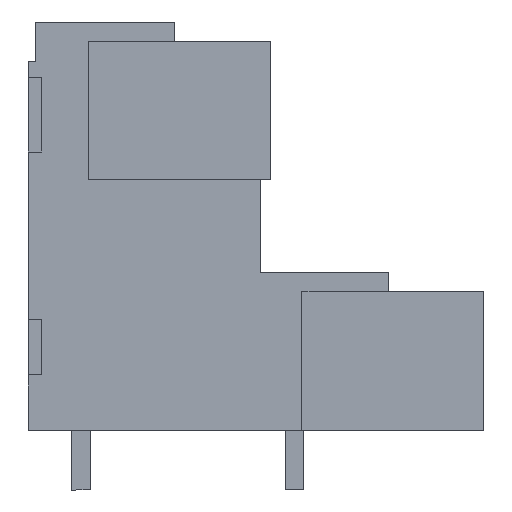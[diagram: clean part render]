
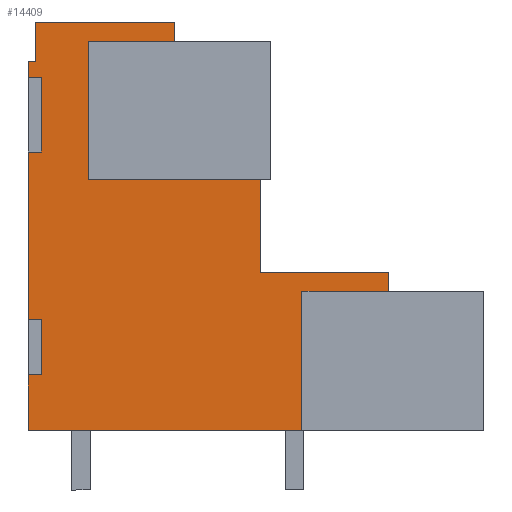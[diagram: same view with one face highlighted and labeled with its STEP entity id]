
A CAD part, left-side view. The second image highlights one B-rep face of the part: STEP entity #14409.
In plain terms, the highlighted planar face has unit normal (-1, 0, 0).
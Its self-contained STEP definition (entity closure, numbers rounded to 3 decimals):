
#14328=AXIS2_PLACEMENT_3D('Plane Axis2P3D',#14325,#14326,#14327) ;
#303=CARTESIAN_POINT('Vertex',(0.7,24.55,23.09)) ;
#651=CARTESIAN_POINT('Vertex',(0.7,24.55,9.2)) ;
#654=CARTESIAN_POINT('Line Origine',(0.7,24.55,13.7)) ;
#658=CARTESIAN_POINT('Vertex',(0.7,24.55,18.2)) ;
#679=CARTESIAN_POINT('Vertex',(0.7,24.55,22.2)) ;
#682=CARTESIAN_POINT('Line Origine',(0.7,24.55,22.645)) ;
#960=CARTESIAN_POINT('Line Origine',(0.7,24.35,23.09)) ;
#964=CARTESIAN_POINT('Vertex',(0.7,24.15,23.09)) ;
#1169=CARTESIAN_POINT('Vertex',(0.7,16.65,25.2)) ;
#1337=CARTESIAN_POINT('Vertex',(0.7,24.15,25.2)) ;
#1340=CARTESIAN_POINT('Line Origine',(0.7,20.4,25.2)) ;
#1385=CARTESIAN_POINT('Vertex',(0.7,16.65,24.175)) ;
#1388=CARTESIAN_POINT('Line Origine',(0.7,16.65,24.687)) ;
#1454=CARTESIAN_POINT('Line Origine',(0.7,18.975,24.175)) ;
#1458=CARTESIAN_POINT('Vertex',(0.7,21.3,24.175)) ;
#1681=CARTESIAN_POINT('Vertex',(0.7,12.05,16.725)) ;
#1709=CARTESIAN_POINT('Vertex',(0.7,21.3,16.725)) ;
#1712=CARTESIAN_POINT('Line Origine',(0.7,16.675,16.725)) ;
#1737=CARTESIAN_POINT('Vertex',(0.7,12.05,11.7)) ;
#1740=CARTESIAN_POINT('Line Origine',(0.7,12.05,14.212)) ;
#1761=CARTESIAN_POINT('Vertex',(0.7,5.15,11.7)) ;
#1764=CARTESIAN_POINT('Line Origine',(0.7,8.6,11.7)) ;
#1785=CARTESIAN_POINT('Vertex',(0.7,5.15,10.7)) ;
#1788=CARTESIAN_POINT('Line Origine',(0.7,5.15,11.2)) ;
#1854=CARTESIAN_POINT('Line Origine',(0.7,7.475,10.7)) ;
#1858=CARTESIAN_POINT('Vertex',(0.7,9.8,10.7)) ;
#2151=CARTESIAN_POINT('Vertex',(0.7,9.8,3.2)) ;
#2154=CARTESIAN_POINT('Line Origine',(0.7,17.175,3.2)) ;
#2158=CARTESIAN_POINT('Vertex',(0.7,24.55,3.2)) ;
#14313=CARTESIAN_POINT('Line Origine',(0.7,21.3,20.45)) ;
#14325=CARTESIAN_POINT('Axis2P3D Location',(0.7,24.15,3.2)) ;
#14330=CARTESIAN_POINT('Line Origine',(0.7,24.2,9.2)) ;
#14334=CARTESIAN_POINT('Vertex',(0.7,23.85,9.2)) ;
#14337=CARTESIAN_POINT('Line Origine',(0.7,23.85,7.7)) ;
#14341=CARTESIAN_POINT('Vertex',(0.7,23.85,6.2)) ;
#14344=CARTESIAN_POINT('Line Origine',(0.7,24.2,6.2)) ;
#14348=CARTESIAN_POINT('Vertex',(0.7,24.55,6.2)) ;
#14351=CARTESIAN_POINT('Line Origine',(0.7,24.55,4.7)) ;
#14356=CARTESIAN_POINT('Line Origine',(0.7,9.8,6.95)) ;
#14361=CARTESIAN_POINT('Line Origine',(0.7,24.15,24.145)) ;
#14366=CARTESIAN_POINT('Line Origine',(0.7,24.2,22.2)) ;
#14370=CARTESIAN_POINT('Vertex',(0.7,23.85,22.2)) ;
#14373=CARTESIAN_POINT('Line Origine',(0.7,23.85,20.2)) ;
#14377=CARTESIAN_POINT('Vertex',(0.7,23.85,18.2)) ;
#14380=CARTESIAN_POINT('Line Origine',(0.7,24.2,18.2)) ;
#655=DIRECTION('Vector Direction',(0.,0.,-1.)) ;
#683=DIRECTION('Vector Direction',(0.,0.,-1.)) ;
#961=DIRECTION('Vector Direction',(0.,-1.,0.)) ;
#1341=DIRECTION('Vector Direction',(0.,-1.,0.)) ;
#1389=DIRECTION('Vector Direction',(0.,0.,1.)) ;
#1455=DIRECTION('Vector Direction',(0.,1.,0.)) ;
#1713=DIRECTION('Vector Direction',(0.,1.,0.)) ;
#1741=DIRECTION('Vector Direction',(0.,0.,1.)) ;
#1765=DIRECTION('Vector Direction',(0.,1.,0.)) ;
#1789=DIRECTION('Vector Direction',(0.,0.,1.)) ;
#1855=DIRECTION('Vector Direction',(0.,1.,0.)) ;
#2155=DIRECTION('Vector Direction',(0.,-1.,0.)) ;
#14314=DIRECTION('Vector Direction',(0.,0.,-1.)) ;
#14326=DIRECTION('Axis2P3D Direction',(-1.,0.,0.)) ;
#14327=DIRECTION('Axis2P3D XDirection',(0.,1.,0.)) ;
#14331=DIRECTION('Vector Direction',(0.,-1.,0.)) ;
#14338=DIRECTION('Vector Direction',(0.,0.,1.)) ;
#14345=DIRECTION('Vector Direction',(0.,-1.,0.)) ;
#14352=DIRECTION('Vector Direction',(0.,0.,-1.)) ;
#14357=DIRECTION('Vector Direction',(0.,0.,-1.)) ;
#14362=DIRECTION('Vector Direction',(0.,0.,1.)) ;
#14367=DIRECTION('Vector Direction',(0.,-1.,0.)) ;
#14374=DIRECTION('Vector Direction',(0.,0.,1.)) ;
#14381=DIRECTION('Vector Direction',(0.,-1.,0.)) ;
#656=VECTOR('Line Direction',#655,1.) ;
#684=VECTOR('Line Direction',#683,1.) ;
#962=VECTOR('Line Direction',#961,1.) ;
#1342=VECTOR('Line Direction',#1341,1.) ;
#1390=VECTOR('Line Direction',#1389,1.) ;
#1456=VECTOR('Line Direction',#1455,1.) ;
#1714=VECTOR('Line Direction',#1713,1.) ;
#1742=VECTOR('Line Direction',#1741,1.) ;
#1766=VECTOR('Line Direction',#1765,1.) ;
#1790=VECTOR('Line Direction',#1789,1.) ;
#1856=VECTOR('Line Direction',#1855,1.) ;
#2156=VECTOR('Line Direction',#2155,1.) ;
#14315=VECTOR('Line Direction',#14314,1.) ;
#14332=VECTOR('Line Direction',#14331,1.) ;
#14339=VECTOR('Line Direction',#14338,1.) ;
#14346=VECTOR('Line Direction',#14345,1.) ;
#14353=VECTOR('Line Direction',#14352,1.) ;
#14358=VECTOR('Line Direction',#14357,1.) ;
#14363=VECTOR('Line Direction',#14362,1.) ;
#14368=VECTOR('Line Direction',#14367,1.) ;
#14375=VECTOR('Line Direction',#14374,1.) ;
#14382=VECTOR('Line Direction',#14381,1.) ;
#14386=ORIENTED_EDGE('',*,*,#660,.T.) ;
#14387=ORIENTED_EDGE('',*,*,#14336,.T.) ;
#14388=ORIENTED_EDGE('',*,*,#14343,.F.) ;
#14389=ORIENTED_EDGE('',*,*,#14350,.F.) ;
#14390=ORIENTED_EDGE('',*,*,#14355,.T.) ;
#14391=ORIENTED_EDGE('',*,*,#2160,.T.) ;
#14392=ORIENTED_EDGE('',*,*,#14360,.F.) ;
#14393=ORIENTED_EDGE('',*,*,#1860,.F.) ;
#14394=ORIENTED_EDGE('',*,*,#1792,.T.) ;
#14395=ORIENTED_EDGE('',*,*,#1768,.T.) ;
#14396=ORIENTED_EDGE('',*,*,#1744,.T.) ;
#14397=ORIENTED_EDGE('',*,*,#1716,.T.) ;
#14398=ORIENTED_EDGE('',*,*,#14317,.F.) ;
#14399=ORIENTED_EDGE('',*,*,#1460,.F.) ;
#14400=ORIENTED_EDGE('',*,*,#1392,.T.) ;
#14401=ORIENTED_EDGE('',*,*,#1344,.F.) ;
#14402=ORIENTED_EDGE('',*,*,#14365,.F.) ;
#14403=ORIENTED_EDGE('',*,*,#966,.F.) ;
#14404=ORIENTED_EDGE('',*,*,#686,.T.) ;
#14405=ORIENTED_EDGE('',*,*,#14372,.T.) ;
#14406=ORIENTED_EDGE('',*,*,#14379,.F.) ;
#14407=ORIENTED_EDGE('',*,*,#14384,.F.) ;
#14409=ADVANCED_FACE('HOUSING',(#14408),#14329,.T.) ;
#660=EDGE_CURVE('',#659,#652,#657,.T.) ;
#686=EDGE_CURVE('',#304,#680,#685,.T.) ;
#966=EDGE_CURVE('',#304,#965,#963,.T.) ;
#1344=EDGE_CURVE('',#1338,#1170,#1343,.T.) ;
#1392=EDGE_CURVE('',#1386,#1170,#1391,.T.) ;
#1460=EDGE_CURVE('',#1386,#1459,#1457,.T.) ;
#1716=EDGE_CURVE('',#1682,#1710,#1715,.T.) ;
#1744=EDGE_CURVE('',#1738,#1682,#1743,.T.) ;
#1768=EDGE_CURVE('',#1762,#1738,#1767,.T.) ;
#1792=EDGE_CURVE('',#1786,#1762,#1791,.T.) ;
#1860=EDGE_CURVE('',#1786,#1859,#1857,.T.) ;
#2160=EDGE_CURVE('',#2159,#2152,#2157,.T.) ;
#14317=EDGE_CURVE('',#1459,#1710,#14316,.T.) ;
#14336=EDGE_CURVE('',#652,#14335,#14333,.T.) ;
#14343=EDGE_CURVE('',#14342,#14335,#14340,.T.) ;
#14350=EDGE_CURVE('',#14349,#14342,#14347,.T.) ;
#14355=EDGE_CURVE('',#14349,#2159,#14354,.T.) ;
#14360=EDGE_CURVE('',#1859,#2152,#14359,.T.) ;
#14365=EDGE_CURVE('',#965,#1338,#14364,.T.) ;
#14372=EDGE_CURVE('',#680,#14371,#14369,.T.) ;
#14379=EDGE_CURVE('',#14378,#14371,#14376,.T.) ;
#14384=EDGE_CURVE('',#659,#14378,#14383,.T.) ;
#14385=EDGE_LOOP('',(#14386,#14387,#14388,#14389,#14390,#14391,#14392,#14393,#14394,#14395,#14396,#14397,#14398,#14399,#14400,#14401,#14402,#14403,#14404,#14405,#14406,#14407)) ;
#14408=FACE_OUTER_BOUND('',#14385,.T.) ;
#657=LINE('Line',#654,#656) ;
#685=LINE('Line',#682,#684) ;
#963=LINE('Line',#960,#962) ;
#1343=LINE('Line',#1340,#1342) ;
#1391=LINE('Line',#1388,#1390) ;
#1457=LINE('Line',#1454,#1456) ;
#1715=LINE('Line',#1712,#1714) ;
#1743=LINE('Line',#1740,#1742) ;
#1767=LINE('Line',#1764,#1766) ;
#1791=LINE('Line',#1788,#1790) ;
#1857=LINE('Line',#1854,#1856) ;
#2157=LINE('Line',#2154,#2156) ;
#14316=LINE('Line',#14313,#14315) ;
#14333=LINE('Line',#14330,#14332) ;
#14340=LINE('Line',#14337,#14339) ;
#14347=LINE('Line',#14344,#14346) ;
#14354=LINE('Line',#14351,#14353) ;
#14359=LINE('Line',#14356,#14358) ;
#14364=LINE('Line',#14361,#14363) ;
#14369=LINE('Line',#14366,#14368) ;
#14376=LINE('Line',#14373,#14375) ;
#14383=LINE('Line',#14380,#14382) ;
#14329=PLANE('',#14328) ;
#304=VERTEX_POINT('',#303) ;
#652=VERTEX_POINT('',#651) ;
#659=VERTEX_POINT('',#658) ;
#680=VERTEX_POINT('',#679) ;
#965=VERTEX_POINT('',#964) ;
#1170=VERTEX_POINT('',#1169) ;
#1338=VERTEX_POINT('',#1337) ;
#1386=VERTEX_POINT('',#1385) ;
#1459=VERTEX_POINT('',#1458) ;
#1682=VERTEX_POINT('',#1681) ;
#1710=VERTEX_POINT('',#1709) ;
#1738=VERTEX_POINT('',#1737) ;
#1762=VERTEX_POINT('',#1761) ;
#1786=VERTEX_POINT('',#1785) ;
#1859=VERTEX_POINT('',#1858) ;
#2152=VERTEX_POINT('',#2151) ;
#2159=VERTEX_POINT('',#2158) ;
#14335=VERTEX_POINT('',#14334) ;
#14342=VERTEX_POINT('',#14341) ;
#14349=VERTEX_POINT('',#14348) ;
#14371=VERTEX_POINT('',#14370) ;
#14378=VERTEX_POINT('',#14377) ;
